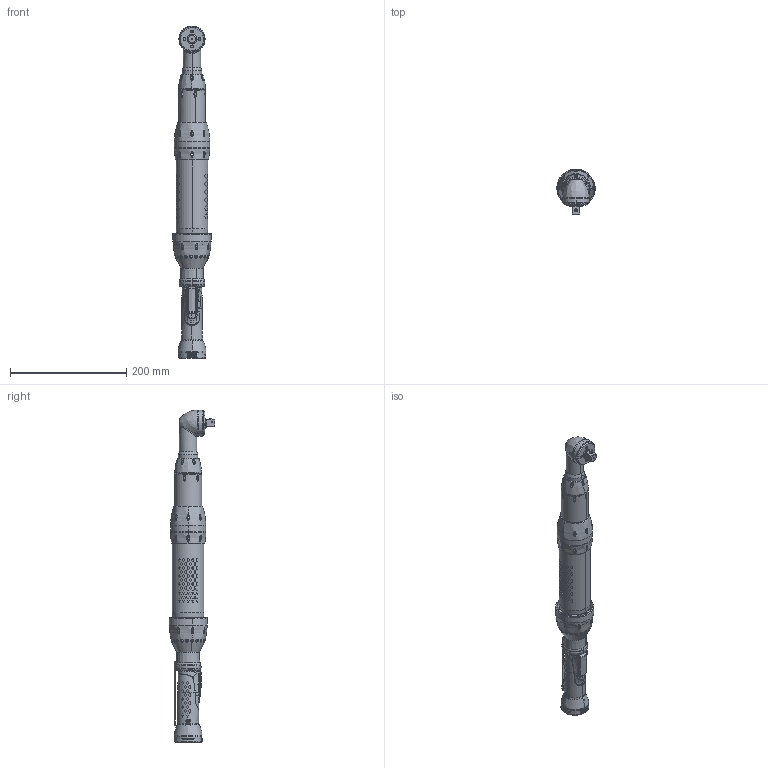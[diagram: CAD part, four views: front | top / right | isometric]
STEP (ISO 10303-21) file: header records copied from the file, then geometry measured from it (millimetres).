
FILE_DESCRIPTION((''),'2;1');
FILE_NAME('ETV-ST101-100-13-F_SW','2007-11-07T',('tooextkhd'),(''),'PRO/ENGINEER BY PARAMETRIC TECHNOLOGY CORPORATION, 2007090','PRO/ENGINEER BY PARAMETRIC TECHNOLOGY CORPORATION, 2007090','');
FILE_SCHEMA(('CONFIG_CONTROL_DESIGN', 'GEOMETRIC_VALIDATION_PROPERTIES_MIM'));
Length unit declared in the file: millimetre
Products named in the file (1): ETV-ST101-100-13-F_SW
Bounding box: 65.84 x 79.03 x 571.31 mm (x, y, z)
Surface area: 144962 mm2 (no closed solid volume)
Topology: 0 solids, 235 shells, 769 faces, 5851 edges, 5258 vertices
Faces by surface type: cylinder 319, bspline 126, torus 118, cone 102, plane 83, revolution 17, sphere 2, extrusion 2
Entity records: 90038 total; most frequent: CARTESIAN_POINT 52503, ORIENTED_EDGE 7004, EDGE_CURVE 5847, VERTEX_POINT 5257, B_SPLINE_CURVE_WITH_KNOTS 4225, DIRECTION 3934, AXIS2_PLACEMENT_3D 1660, EDGE_LOOP 1085
